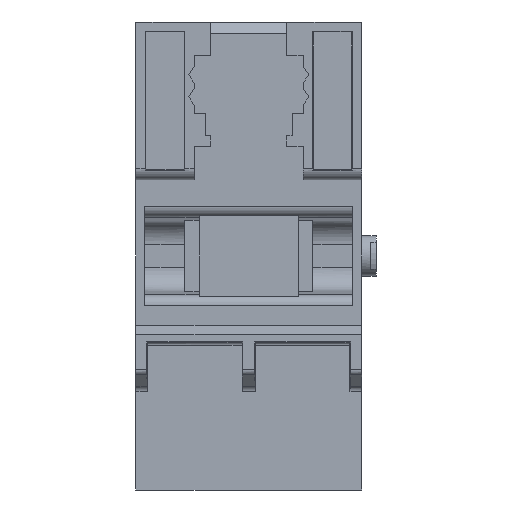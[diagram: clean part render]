
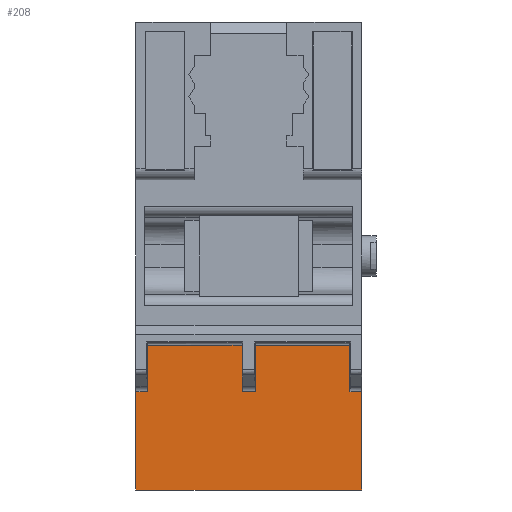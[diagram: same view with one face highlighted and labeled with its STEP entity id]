
A CAD part, front view. The second image highlights one B-rep face of the part: STEP entity #208.
In plain terms, the highlighted planar face has unit normal (0, -1, 0).
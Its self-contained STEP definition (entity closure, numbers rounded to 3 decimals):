
#208=ADVANCED_FACE('',(#776),#777,.F.);
#776=FACE_OUTER_BOUND('',#1811,.T.);
#777=PLANE('',#1812);
#1811=EDGE_LOOP('',(#5093,#5094,#5095,#5096,#5097,#5098,#5099,#5100,#5101,#5102,#5103,#5104));
#1812=AXIS2_PLACEMENT_3D('',#5105,#5106,#5107);
#5093=ORIENTED_EDGE('',*,*,#8812,.F.);
#5094=ORIENTED_EDGE('',*,*,#8813,.F.);
#5095=ORIENTED_EDGE('',*,*,#8692,.T.);
#5096=ORIENTED_EDGE('',*,*,#8680,.T.);
#5097=ORIENTED_EDGE('',*,*,#8671,.F.);
#5098=ORIENTED_EDGE('',*,*,#8814,.F.);
#5099=ORIENTED_EDGE('',*,*,#8815,.F.);
#5100=ORIENTED_EDGE('',*,*,#8816,.F.);
#5101=ORIENTED_EDGE('',*,*,#8817,.F.);
#5102=ORIENTED_EDGE('',*,*,#8818,.F.);
#5103=ORIENTED_EDGE('',*,*,#8819,.F.);
#5104=ORIENTED_EDGE('',*,*,#8820,.F.);
#5105=CARTESIAN_POINT('',(28.032,-8.17,-28.612));
#5106=DIRECTION('',(0.0,1.0,0.));
#5107=DIRECTION('',(0.0,0.,-1.0));
#8671=EDGE_CURVE('',#10105,#10107,#10108,.T.);
#8680=EDGE_CURVE('',#10120,#10107,#10121,.T.);
#8692=EDGE_CURVE('',#10143,#10120,#10144,.T.);
#8812=EDGE_CURVE('',#10334,#10335,#10336,.T.);
#8813=EDGE_CURVE('',#10143,#10334,#10337,.T.);
#8814=EDGE_CURVE('',#10338,#10105,#10339,.T.);
#8815=EDGE_CURVE('',#10340,#10338,#10341,.T.);
#8816=EDGE_CURVE('',#10342,#10340,#10343,.T.);
#8817=EDGE_CURVE('',#10344,#10342,#10345,.T.);
#8818=EDGE_CURVE('',#10346,#10344,#10347,.T.);
#8819=EDGE_CURVE('',#10348,#10346,#10349,.T.);
#8820=EDGE_CURVE('',#10335,#10348,#10350,.T.);
#10105=VERTEX_POINT('',#12391);
#10107=VERTEX_POINT('',#12393);
#10108=LINE('',#12394,#12395);
#10120=VERTEX_POINT('',#12410);
#10121=LINE('',#12411,#12412);
#10143=VERTEX_POINT('',#12441);
#10144=LINE('',#12442,#12443);
#10334=VERTEX_POINT('',#12825);
#10335=VERTEX_POINT('',#12826);
#10336=LINE('',#12827,#12828);
#10337=LINE('',#12829,#12830);
#10338=VERTEX_POINT('',#12831);
#10339=LINE('',#12832,#12833);
#10340=VERTEX_POINT('',#12834);
#10341=LINE('',#12835,#12836);
#10342=VERTEX_POINT('',#12837);
#10343=LINE('',#12838,#12839);
#10344=VERTEX_POINT('',#12840);
#10345=LINE('',#12841,#12842);
#10346=VERTEX_POINT('',#12843);
#10347=LINE('',#12844,#12845);
#10348=VERTEX_POINT('',#12846);
#10349=LINE('',#12847,#12848);
#10350=LINE('',#12849,#12850);
#12391=CARTESIAN_POINT('',(28.032,-8.17,-28.612));
#12393=CARTESIAN_POINT('',(28.032,-8.17,-51.321));
#12394=CARTESIAN_POINT('',(28.032,-8.17,0.111));
#12395=VECTOR('',#18625,1000.0);
#12410=CARTESIAN_POINT('',(-24.038,-8.17,-51.321));
#12411=CARTESIAN_POINT('',(28.032,-8.17,-51.321));
#12412=VECTOR('',#18644,1000.0);
#12441=CARTESIAN_POINT('',(-24.038,-8.17,-28.612));
#12442=CARTESIAN_POINT('',(-24.038,-8.17,0.111));
#12443=VECTOR('',#18664,1000.0);
#12825=CARTESIAN_POINT('',(-21.371,-8.17,-28.612));
#12826=CARTESIAN_POINT('',(-21.371,-8.17,-17.933));
#12827=CARTESIAN_POINT('',(-21.371,-8.17,-28.612));
#12828=VECTOR('',#18808,1000.0);
#12829=CARTESIAN_POINT('',(28.032,-8.17,-28.612));
#12830=VECTOR('',#18809,1000.0);
#12831=CARTESIAN_POINT('',(25.366,-8.17,-28.612));
#12832=CARTESIAN_POINT('',(28.032,-8.17,-28.612));
#12833=VECTOR('',#18810,1000.0);
#12834=CARTESIAN_POINT('',(25.366,-8.17,-17.933));
#12835=CARTESIAN_POINT('',(25.366,-8.17,-28.612));
#12836=VECTOR('',#18811,1000.0);
#12837=CARTESIAN_POINT('',(3.521,-8.17,-17.933));
#12838=CARTESIAN_POINT('',(28.032,-8.17,-17.933));
#12839=VECTOR('',#18812,1000.0);
#12840=CARTESIAN_POINT('',(3.521,-8.17,-28.612));
#12841=CARTESIAN_POINT('',(3.521,-8.17,-28.612));
#12842=VECTOR('',#18813,1000.0);
#12843=CARTESIAN_POINT('',(0.474,-8.17,-28.612));
#12844=CARTESIAN_POINT('',(28.032,-8.17,-28.612));
#12845=VECTOR('',#18814,1000.0);
#12846=CARTESIAN_POINT('',(0.474,-8.17,-17.933));
#12847=CARTESIAN_POINT('',(0.474,-8.17,-28.612));
#12848=VECTOR('',#18815,1000.0);
#12849=CARTESIAN_POINT('',(28.032,-8.17,-17.933));
#12850=VECTOR('',#18816,1000.0);
#18625=DIRECTION('',(0.0,0.0,-1.0));
#18644=DIRECTION('',(1.0,0.0,0.0));
#18664=DIRECTION('',(0.0,0.0,-1.0));
#18808=DIRECTION('',(0.0,0.,1.0));
#18809=DIRECTION('',(1.0,0.0,0.0));
#18810=DIRECTION('',(1.0,0.0,0.0));
#18811=DIRECTION('',(0.0,0.,-1.0));
#18812=DIRECTION('',(1.0,0.0,0.0));
#18813=DIRECTION('',(0.0,0.,1.0));
#18814=DIRECTION('',(1.0,0.0,0.0));
#18815=DIRECTION('',(0.0,0.,-1.0));
#18816=DIRECTION('',(1.0,0.0,0.0));
